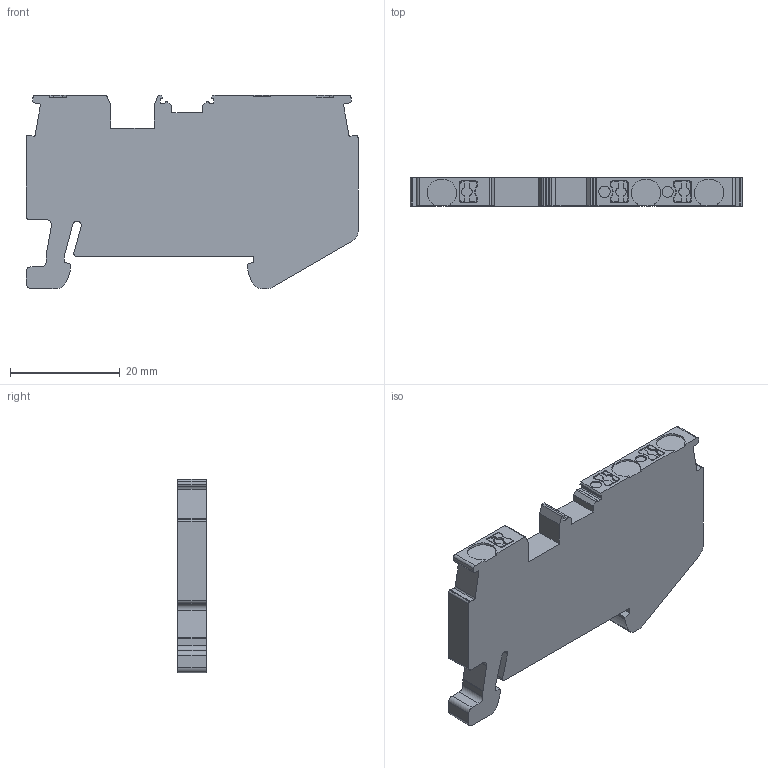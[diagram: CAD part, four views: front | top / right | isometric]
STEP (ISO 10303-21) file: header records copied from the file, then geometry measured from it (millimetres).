
FILE_DESCRIPTION( ( 'STEP AP214' ), '1' );
FILE_NAME( 'DPT2.5-3-20190604.stp', '2022-12-15T10:11:35', ( ' ' ), ( ' ' ), 'XStep 1.0', ' ', ' ' );
FILE_SCHEMA( ( 'CONFIG_CONTROL_DESIGN) ( )' ) );
Length unit declared in the file: metre
Bounding box: 60.5 x 5.15 x 35.25 mm (x, y, z)
Volume: 8789.7 mm3; surface area: 4691.2 mm2
Topology: 1 solids, 1 shells, 235 faces, 672 edges, 450 vertices
Faces by surface type: plane 132, cylinder 103
Full cylindrical faces by diameter (mm): 2 x1, 2.1 x1
Entity records: 9610 total; most frequent: CARTESIAN_POINT 1362, DIRECTION 1350, ORIENTED_EDGE 1340, EDGE_CURVE 670, LINE 458, VECTOR 458, VERTEX_POINT 450, AXIS2_PLACEMENT_3D 446
